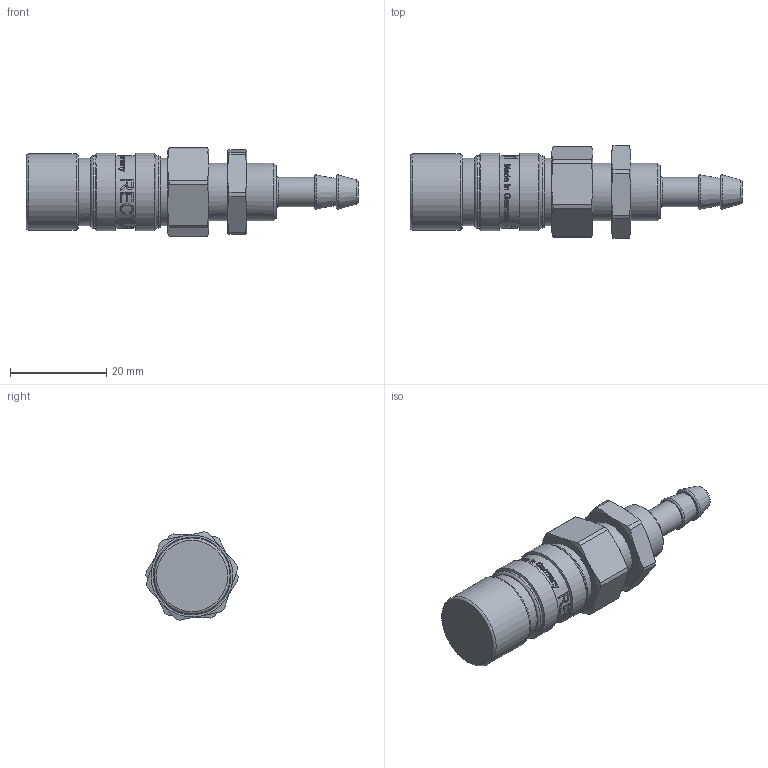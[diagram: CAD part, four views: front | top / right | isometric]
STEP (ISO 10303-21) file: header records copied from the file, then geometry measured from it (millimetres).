
FILE_DESCRIPTION((''),'2;1');
FILE_NAME('21kats06mpx6.stp','2015-01-13T14:42:31',('SSC01480'),(''),'Autodesk Inventor 2013','Autodesk Inventor 2013','');
FILE_SCHEMA(('AUTOMOTIVE_DESIGN { 1 0 10303 214 1 1 1 1 }'));
Length unit declared in the file: millimetre
Products named in the file (1): D113161
Bounding box: 69 x 19.15 x 18.41 mm (x, y, z)
Volume: 10041.7 mm3; surface area: 4630.1 mm2
Topology: 1 solids, 3 shells, 471 faces, 1232 edges, 808 vertices
Faces by surface type: bspline 211, plane 155, cylinder 60, cone 37, torus 8
Full cylindrical faces by diameter (mm): 6.05 x1, 12 x2, 14 x4, 15.1 x3, 15.8 x1, 16.15 x2
Entity records: 63449 total; most frequent: CARTESIAN_POINT 53291, ORIENTED_EDGE 2370, DIRECTION 1275, EDGE_CURVE 1185, VERTEX_POINT 797, EDGE_LOOP 550, B_SPLINE_CURVE_WITH_KNOTS 545, FACE_OUTER_BOUND 470
